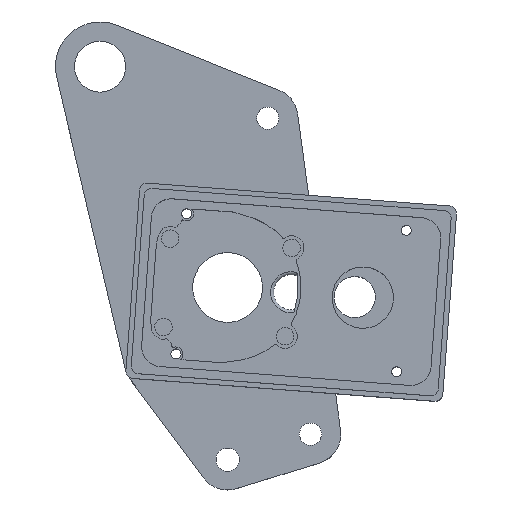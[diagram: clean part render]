
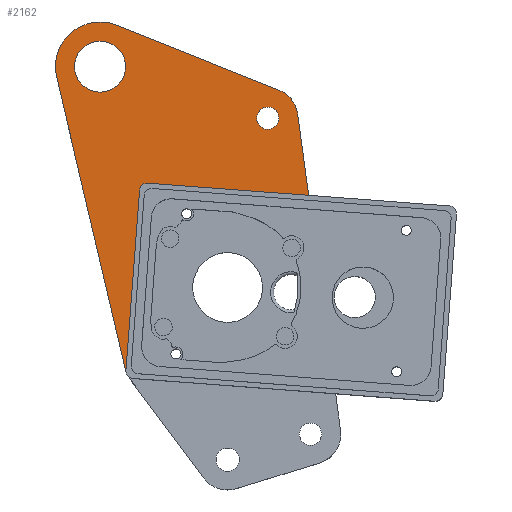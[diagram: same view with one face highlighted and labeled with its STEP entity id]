
A CAD part, top view. The second image highlights one B-rep face of the part: STEP entity #2162.
In plain terms, the highlighted planar face has unit normal (0, 0, 1).
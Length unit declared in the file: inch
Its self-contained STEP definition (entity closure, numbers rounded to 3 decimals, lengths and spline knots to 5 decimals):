
#90=FACE_BOUND('',#386,.T.);
#91=FACE_BOUND('',#387,.T.);
#132=PLANE('',#2409);
#241=FACE_OUTER_BOUND('',#385,.T.);
#385=EDGE_LOOP('',(#1956,#1957,#1958,#1959,#1960,#1961,#1962,#1963,#1964));
#386=EDGE_LOOP('',(#1965));
#387=EDGE_LOOP('',(#1966));
#410=LINE('',#3139,#579);
#435=LINE('',#3335,#604);
#479=LINE('',#3469,#648);
#558=LINE('',#3854,#727);
#559=LINE('',#3864,#728);
#579=VECTOR('',#2488,0.3937);
#604=VECTOR('',#2623,0.3937);
#648=VECTOR('',#2757,0.3937);
#727=VECTOR('',#3022,0.3937);
#728=VECTOR('',#3037,0.3937);
#791=CIRCLE('',#2264,0.05906);
#815=CIRCLE('',#2309,0.05906);
#846=CIRCLE('',#2410,0.2375);
#847=CIRCLE('',#2411,0.35);
#848=CIRCLE('',#2412,0.0875);
#849=CIRCLE('',#2413,0.2);
#880=VERTEX_POINT('',#3135);
#881=VERTEX_POINT('',#3137);
#949=VERTEX_POINT('',#3328);
#950=VERTEX_POINT('',#3330);
#951=VERTEX_POINT('',#3334);
#995=VERTEX_POINT('',#3463);
#996=VERTEX_POINT('',#3464);
#1054=VERTEX_POINT('',#3861);
#1055=VERTEX_POINT('',#3863);
#1056=VERTEX_POINT('',#3866);
#1057=VERTEX_POINT('',#3868);
#1092=EDGE_CURVE('',#880,#881,#410,.T.);
#1167=EDGE_CURVE('',#950,#949,#791,.T.);
#1169=EDGE_CURVE('',#951,#950,#435,.T.);
#1234=EDGE_CURVE('',#995,#996,#815,.T.);
#1237=EDGE_CURVE('',#949,#995,#479,.T.);
#1360=EDGE_CURVE('',#996,#880,#558,.T.);
#1361=EDGE_CURVE('',#881,#1054,#846,.T.);
#1362=EDGE_CURVE('',#1054,#1055,#559,.T.);
#1363=EDGE_CURVE('',#1055,#951,#847,.T.);
#1364=EDGE_CURVE('',#1056,#1056,#848,.T.);
#1365=EDGE_CURVE('',#1057,#1057,#849,.T.);
#1956=ORIENTED_EDGE('',*,*,#1169,.T.);
#1957=ORIENTED_EDGE('',*,*,#1167,.T.);
#1958=ORIENTED_EDGE('',*,*,#1237,.T.);
#1959=ORIENTED_EDGE('',*,*,#1234,.T.);
#1960=ORIENTED_EDGE('',*,*,#1360,.T.);
#1961=ORIENTED_EDGE('',*,*,#1092,.T.);
#1962=ORIENTED_EDGE('',*,*,#1361,.T.);
#1963=ORIENTED_EDGE('',*,*,#1362,.T.);
#1964=ORIENTED_EDGE('',*,*,#1363,.T.);
#1965=ORIENTED_EDGE('',*,*,#1364,.T.);
#1966=ORIENTED_EDGE('',*,*,#1365,.T.);
#2162=ADVANCED_FACE('',(#241,#90,#91),#132,.T.);
#2264=AXIS2_PLACEMENT_3D('',#3331,#2618,#2619);
#2309=AXIS2_PLACEMENT_3D('',#3465,#2751,#2752);
#2409=AXIS2_PLACEMENT_3D('',#3860,#3033,#3034);
#2410=AXIS2_PLACEMENT_3D('',#3862,#3035,#3036);
#2411=AXIS2_PLACEMENT_3D('',#3865,#3038,#3039);
#2412=AXIS2_PLACEMENT_3D('',#3867,#3040,#3041);
#2413=AXIS2_PLACEMENT_3D('',#3869,#3042,#3043);
#2488=DIRECTION('',(-0.134,0.991,0.));
#2618=DIRECTION('center_axis',(0.,0.,
-1.));
#2619=DIRECTION('ref_axis',(-0.758,-0.652,0.));
#2623=DIRECTION('',(0.229,-0.974,0.));
#2751=DIRECTION('center_axis',(0.,0.,
-1.));
#2752=DIRECTION('ref_axis',(-0.652,0.758,0.));
#2757=DIRECTION('',(0.075,0.997,0.));
#3022=DIRECTION('',(0.997,-0.075,0.));
#3033=DIRECTION('center_axis',(0.,0.,
1.));
#3034=DIRECTION('ref_axis',(1.,0.,0.));
#3035=DIRECTION('center_axis',(0.,0.,
1.));
#3036=DIRECTION('ref_axis',(1.,0.,0.));
#3037=DIRECTION('',(-0.929,0.371,0.));
#3038=DIRECTION('center_axis',(0.,0.,1.));
#3039=DIRECTION('ref_axis',(1.,0.,0.));
#3040=DIRECTION('center_axis',(0.,0.,
-1.));
#3041=DIRECTION('ref_axis',(1.,0.,0.));
#3042=DIRECTION('center_axis',(0.,0.,-1.));
#3043=DIRECTION('ref_axis',(1.,0.,0.));
#3135=CARTESIAN_POINT('',(1.61708,2.1602,0.0625));
#3137=CARTESIAN_POINT('',(1.53065,2.79796,0.0625));
#3139=CARTESIAN_POINT('',(1.53065,2.79796,0.0625));
#3328=CARTESIAN_POINT('',(0.18372,0.78801,0.0625));
#3330=CARTESIAN_POINT('',(0.18512,0.77006,0.0625));
#3331=CARTESIAN_POINT('Origin',(0.24261,0.78355,0.0625));
#3334=CARTESIAN_POINT('',(-0.35963,3.09044,0.0625));
#3335=CARTESIAN_POINT('',(-0.17627,2.30939,0.0625));
#3463=CARTESIAN_POINT('',(0.29061,2.20129,0.0625));
#3464=CARTESIAN_POINT('',(0.35395,2.25573,0.0625));
#3465=CARTESIAN_POINT('Origin',(0.34949,2.19684,0.0625));
#3469=CARTESIAN_POINT('',(0.21656,1.22224,0.0625));
#3854=CARTESIAN_POINT('',(0.503,2.24445,0.0625));
#3860=CARTESIAN_POINT('Origin',(0.66973,1.68391,0.0625));
#3861=CARTESIAN_POINT('',(1.38348,2.98659,0.0625));
#3862=CARTESIAN_POINT('Origin',(1.2953,2.76607,0.0625));
#3863=CARTESIAN_POINT('',(0.11106,3.49542,0.0625));
#3864=CARTESIAN_POINT('',(0.11106,3.49542,0.0625));
#3865=CARTESIAN_POINT('Origin',(-0.0189,3.17044,0.0625));
#3866=CARTESIAN_POINT('',(1.2078,2.76607,0.0625));
#3867=CARTESIAN_POINT('Origin',(1.2953,2.76607,0.0625));
#3868=CARTESIAN_POINT('',(-0.2189,3.17044,0.0625));
#3869=CARTESIAN_POINT('Origin',(-0.0189,3.17044,0.0625));
